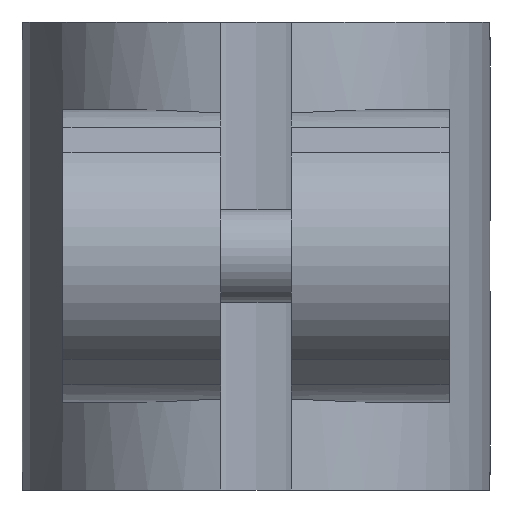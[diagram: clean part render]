
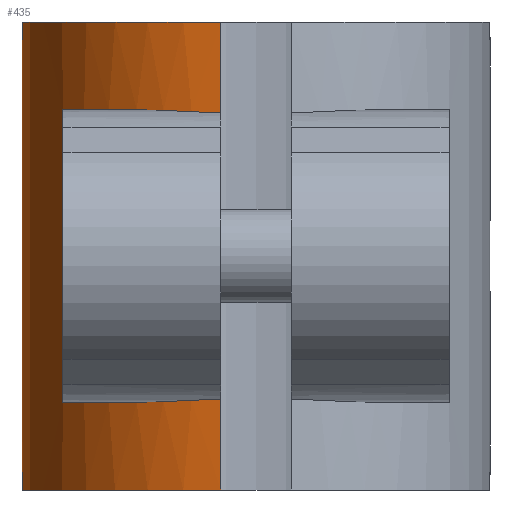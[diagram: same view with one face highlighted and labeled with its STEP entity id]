
A CAD part, left-side view. The second image highlights one B-rep face of the part: STEP entity #435.
In plain terms, the highlighted cylindrical face has radius 20 mm (diameter 40 mm), a partial arc.
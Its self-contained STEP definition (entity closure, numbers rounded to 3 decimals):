
#435 = ADVANCED_FACE( '', ( #946 ), #947, .T. );
#946 = FACE_OUTER_BOUND( '', #1507, .T. );
#947 = CYLINDRICAL_SURFACE( '', #1508, 20. );
#1507 = EDGE_LOOP( '', ( #2739, #2740, #2741, #2742, #2743, #2744, #2745, #2746, #2747, #2748, #2749, #2750, #2751, #2752 ) );
#1508 = AXIS2_PLACEMENT_3D( '', #2753, #2754, #2755 );
#2739 = ORIENTED_EDGE( '', *, *, #3321, .F. );
#2740 = ORIENTED_EDGE( '', *, *, #3467, .F. );
#2741 = ORIENTED_EDGE( '', *, *, #3689, .T. );
#2742 = ORIENTED_EDGE( '', *, *, #3690, .T. );
#2743 = ORIENTED_EDGE( '', *, *, #3542, .T. );
#2744 = ORIENTED_EDGE( '', *, *, #3353, .F. );
#2745 = ORIENTED_EDGE( '', *, *, #3691, .T. );
#2746 = ORIENTED_EDGE( '', *, *, #3197, .T. );
#2747 = ORIENTED_EDGE( '', *, *, #3318, .F. );
#2748 = ORIENTED_EDGE( '', *, *, #3692, .F. );
#2749 = ORIENTED_EDGE( '', *, *, #3264, .F. );
#2750 = ORIENTED_EDGE( '', *, *, #3369, .T. );
#2751 = ORIENTED_EDGE( '', *, *, #3642, .F. );
#2752 = ORIENTED_EDGE( '', *, *, #3296, .F. );
#2753 = CARTESIAN_POINT( '', ( 0., 0., 40. ) );
#2754 = DIRECTION( '', ( 0., 0., 1. ) );
#2755 = DIRECTION( '', ( -1., 0., 0. ) );
#3197 = EDGE_CURVE( '', #3800, #3798, #3801, .T. );
#3264 = EDGE_CURVE( '', #3918, #3921, #3922, .T. );
#3296 = EDGE_CURVE( '', #3973, #3976, #3977, .T. );
#3318 = EDGE_CURVE( '', #4011, #3798, #4012, .T. );
#3321 = EDGE_CURVE( '', #4015, #3973, #4017, .T. );
#3353 = EDGE_CURVE( '', #4068, #4071, #4072, .T. );
#3369 = EDGE_CURVE( '', #3918, #4097, #4098, .F. );
#3467 = EDGE_CURVE( '', #4250, #4015, #4252, .T. );
#3542 = EDGE_CURVE( '', #4365, #4071, #4366, .T. );
#3642 = EDGE_CURVE( '', #3976, #4097, #4500, .T. );
#3689 = EDGE_CURVE( '', #4250, #4558, #4559, .T. );
#3690 = EDGE_CURVE( '', #4558, #4365, #4560, .T. );
#3691 = EDGE_CURVE( '', #4068, #3800, #4561, .T. );
#3692 = EDGE_CURVE( '', #3921, #4011, #4562, .T. );
#3798 = VERTEX_POINT( '', #4686 );
#3800 = VERTEX_POINT( '', #4689 );
#3801 = CIRCLE( '', #4690, 20. );
#3918 = VERTEX_POINT( '', #4861 );
#3921 = VERTEX_POINT( '', #4865 );
#3922 = CIRCLE( '', #4866, 20. );
#3973 = VERTEX_POINT( '', #4937 );
#3976 = VERTEX_POINT( '', #4940 );
#3977 = B_SPLINE_CURVE_WITH_KNOTS( '', 3, ( #4941, #4942, #4943, #4944, #4945, #4946, #4947, #4948 ), .UNSPECIFIED., .F., .F., ( 4, 2, 2, 4 ), ( 0.014, 0.018, 0.019, 0.021 ), .UNSPECIFIED. );
#4011 = VERTEX_POINT( '', #4996 );
#4012 = LINE( '', #4997, #4998 );
#4015 = VERTEX_POINT( '', #5002 );
#4017 = LINE( '', #5005, #5006 );
#4068 = VERTEX_POINT( '', #5089 );
#4071 = VERTEX_POINT( '', #5093 );
#4072 = CIRCLE( '', #5094, 20. );
#4097 = VERTEX_POINT( '', #5139 );
#4098 = LINE( '', #5140, #5141 );
#4250 = VERTEX_POINT( '', #5340 );
#4252 = CIRCLE( '', #5343, 20. );
#4365 = VERTEX_POINT( '', #5538 );
#4366 = LINE( '', #5539, #5540 );
#4500 = CIRCLE( '', #5740, 20. );
#4558 = VERTEX_POINT( '', #5843 );
#4559 = LINE( '', #5844, #5845 );
#4560 = CIRCLE( '', #5846, 20. );
#4561 = LINE( '', #5847, #5848 );
#4562 = B_SPLINE_CURVE_WITH_KNOTS( '', 3, ( #5849, #5850, #5851, #5852, #5853, #5854, #5855, #5856 ), .UNSPECIFIED., .F., .F., ( 4, 2, 2, 4 ), ( 0., 0.004, 0.006, 0.008 ), .UNSPECIFIED. );
#4686 = CARTESIAN_POINT( '', ( -19.774, 3., 0. ) );
#4689 = CARTESIAN_POINT( '', ( 15.612, 12.5, 0. ) );
#4690 = AXIS2_PLACEMENT_3D( '', #6001, #6002, #6003 );
#4861 = CARTESIAN_POINT( '', ( -11.303, 16.5, 7.5 ) );
#4865 = CARTESIAN_POINT( '', ( -17.2, 10.206, 7.5 ) );
#4866 = AXIS2_PLACEMENT_3D( '', #6081, #6082, #6083 );
#4937 = CARTESIAN_POINT( '', ( -19.774, 3., 32.232 ) );
#4940 = CARTESIAN_POINT( '', ( -17.2, 10.206, 32.5 ) );
#4941 = CARTESIAN_POINT( '', ( -19.774, 3., 32.232 ) );
#4942 = CARTESIAN_POINT( '', ( -19.581, 4.272, 32.273 ) );
#4943 = CARTESIAN_POINT( '', ( -19.269, 5.509, 32.335 ) );
#4944 = CARTESIAN_POINT( '', ( -18.625, 7.314, 32.42 ) );
#4945 = CARTESIAN_POINT( '', ( -18.382, 7.908, 32.447 ) );
#4946 = CARTESIAN_POINT( '', ( -17.833, 9.077, 32.487 ) );
#4947 = CARTESIAN_POINT( '', ( -17.53, 9.649, 32.5 ) );
#4948 = CARTESIAN_POINT( '', ( -17.2, 10.206, 32.5 ) );
#4996 = CARTESIAN_POINT( '', ( -19.774, 3., 7.768 ) );
#4997 = CARTESIAN_POINT( '', ( -19.774, 3., 40. ) );
#4998 = VECTOR( '', #6159, 1000. );
#5002 = CARTESIAN_POINT( '', ( -19.774, 3., 40. ) );
#5005 = CARTESIAN_POINT( '', ( -19.774, 3., 40. ) );
#5006 = VECTOR( '', #6162, 1000. );
#5089 = CARTESIAN_POINT( '', ( 15.612, 12.5, 7.5 ) );
#5093 = CARTESIAN_POINT( '', ( 0., 20., 7.5 ) );
#5094 = AXIS2_PLACEMENT_3D( '', #6197, #6198, #6199 );
#5139 = CARTESIAN_POINT( '', ( -11.303, 16.5, 32.5 ) );
#5140 = CARTESIAN_POINT( '', ( -11.303, 16.5, 40. ) );
#5141 = VECTOR( '', #6221, 1000. );
#5340 = CARTESIAN_POINT( '', ( 15.612, 12.5, 40. ) );
#5343 = AXIS2_PLACEMENT_3D( '', #6360, #6361, #6362 );
#5538 = CARTESIAN_POINT( '', ( 0., 20., 32.5 ) );
#5539 = CARTESIAN_POINT( '', ( 0., 20., 32.5 ) );
#5540 = VECTOR( '', #6432, 1000. );
#5740 = AXIS2_PLACEMENT_3D( '', #6528, #6529, #6530 );
#5843 = CARTESIAN_POINT( '', ( 15.612, 12.5, 32.5 ) );
#5844 = CARTESIAN_POINT( '', ( 15.612, 12.5, 40. ) );
#5845 = VECTOR( '', #6567, 1000. );
#5846 = AXIS2_PLACEMENT_3D( '', #6568, #6569, #6570 );
#5847 = CARTESIAN_POINT( '', ( 15.612, 12.5, 40. ) );
#5848 = VECTOR( '', #6571, 1000. );
#5849 = CARTESIAN_POINT( '', ( -17.2, 10.206, 7.5 ) );
#5850 = CARTESIAN_POINT( '', ( -17.861, 9.092, 7.5 ) );
#5851 = CARTESIAN_POINT( '', ( -18.403, 7.934, 7.551 ) );
#5852 = CARTESIAN_POINT( '', ( -19.048, 6.13, 7.635 ) );
#5853 = CARTESIAN_POINT( '', ( -19.235, 5.517, 7.666 ) );
#5854 = CARTESIAN_POINT( '', ( -19.55, 4.269, 7.722 ) );
#5855 = CARTESIAN_POINT( '', ( -19.678, 3.634, 7.748 ) );
#5856 = CARTESIAN_POINT( '', ( -19.774, 3., 7.768 ) );
#6001 = CARTESIAN_POINT( '', ( 0., 0., 0. ) );
#6002 = DIRECTION( '', ( 0., 0., 1. ) );
#6003 = DIRECTION( '', ( 1., 0., 0. ) );
#6081 = CARTESIAN_POINT( '', ( 0., 0., 7.5 ) );
#6082 = DIRECTION( '', ( 0., 0., 1. ) );
#6083 = DIRECTION( '', ( 1., 0., 0. ) );
#6159 = DIRECTION( '', ( 0., 0., -1. ) );
#6162 = DIRECTION( '', ( 0., 0., -1. ) );
#6197 = CARTESIAN_POINT( '', ( 0., 0., 7.5 ) );
#6198 = DIRECTION( '', ( 0., 0., 1. ) );
#6199 = DIRECTION( '', ( 1., 0., 0. ) );
#6221 = DIRECTION( '', ( 0., 0., -1. ) );
#6360 = CARTESIAN_POINT( '', ( 0., 0., 40. ) );
#6361 = DIRECTION( '', ( 0., 0., 1. ) );
#6362 = DIRECTION( '', ( 1., 0., 0. ) );
#6432 = DIRECTION( '', ( 0., 0., -1. ) );
#6528 = CARTESIAN_POINT( '', ( 0., 0., 32.5 ) );
#6529 = DIRECTION( '', ( 0., 0., -1. ) );
#6530 = DIRECTION( '', ( -1., 0., 0. ) );
#6567 = DIRECTION( '', ( 0., 0., -1. ) );
#6568 = CARTESIAN_POINT( '', ( 0., 0., 32.5 ) );
#6569 = DIRECTION( '', ( 0., 0., 1. ) );
#6570 = DIRECTION( '', ( 1., 0., 0. ) );
#6571 = DIRECTION( '', ( 0., 0., -1. ) );
